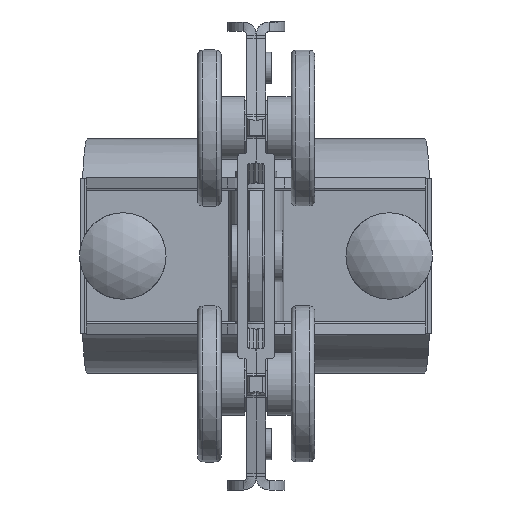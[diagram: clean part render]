
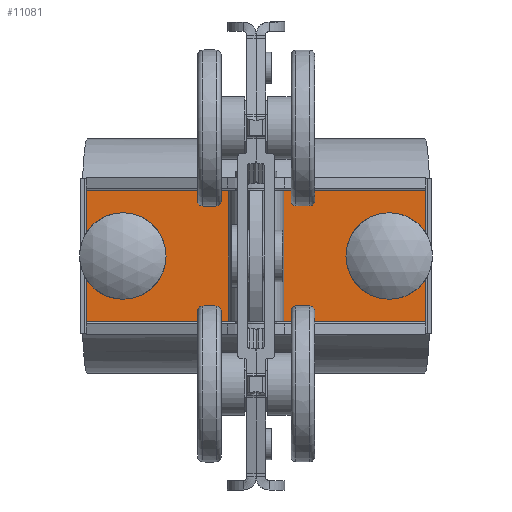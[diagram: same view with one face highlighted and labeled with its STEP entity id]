
A CAD part, left-side view. The second image highlights one B-rep face of the part: STEP entity #11081.
In plain terms, the highlighted planar face has unit normal (-1, 0, 0).
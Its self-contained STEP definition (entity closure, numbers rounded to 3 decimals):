
#1260=LINE('',#22284,#2251);
#1261=LINE('',#22286,#2252);
#1263=LINE('',#22291,#2254);
#1264=LINE('',#22294,#2255);
#1265=LINE('',#22296,#2256);
#1266=LINE('',#22297,#2257);
#2251=VECTOR('',#15090,10.);
#2252=VECTOR('',#15091,10.);
#2254=VECTOR('',#15097,10.);
#2255=VECTOR('',#15102,10.);
#2256=VECTOR('',#15103,10.);
#2257=VECTOR('',#15104,10.);
#2534=FACE_BOUND('',#4210,.T.);
#2879=PLANE('',#12124);
#3498=FACE_OUTER_BOUND('',#4209,.T.);
#4209=EDGE_LOOP('',(#10336,#10337,#10338,#10339,#10340,#10341,#10342,#10343,
#10344,#10345));
#4210=EDGE_LOOP('',(#10346));
#4570=CIRCLE('',#11924,8.275);
#4571=CIRCLE('',#11925,8.275);
#4580=CIRCLE('',#11949,8.275);
#4582=CIRCLE('',#11951,8.275);
#4643=CIRCLE('',#12125,3.1);
#5462=VERTEX_POINT('',#21049);
#5463=VERTEX_POINT('',#21050);
#5464=VERTEX_POINT('',#21052);
#5485=VERTEX_POINT('',#21122);
#5486=VERTEX_POINT('',#21123);
#5487=VERTEX_POINT('',#21125);
#5644=VERTEX_POINT('',#22282);
#5645=VERTEX_POINT('',#22285);
#5646=VERTEX_POINT('',#22290);
#5647=VERTEX_POINT('',#22295);
#5648=VERTEX_POINT('',#22298);
#6937=EDGE_CURVE('',#5464,#5462,#4570,.T.);
#6939=EDGE_CURVE('',#5463,#5464,#4571,.T.);
#6971=EDGE_CURVE('',#5485,#5486,#4580,.T.);
#6973=EDGE_CURVE('',#5486,#5487,#4582,.T.);
#7216=EDGE_CURVE('',#5644,#5487,#1260,.T.);
#7217=EDGE_CURVE('',#5485,#5645,#1261,.T.);
#7220=EDGE_CURVE('',#5645,#5646,#1263,.T.);
#7222=EDGE_CURVE('',#5646,#5462,#1264,.T.);
#7223=EDGE_CURVE('',#5647,#5644,#1265,.T.);
#7224=EDGE_CURVE('',#5463,#5647,#1266,.T.);
#7225=EDGE_CURVE('',#5648,#5648,#4643,.T.);
#10336=ORIENTED_EDGE('',*,*,#6939,.T.);
#10337=ORIENTED_EDGE('',*,*,#6937,.T.);
#10338=ORIENTED_EDGE('',*,*,#7222,.F.);
#10339=ORIENTED_EDGE('',*,*,#7220,.F.);
#10340=ORIENTED_EDGE('',*,*,#7217,.F.);
#10341=ORIENTED_EDGE('',*,*,#6971,.T.);
#10342=ORIENTED_EDGE('',*,*,#6973,.T.);
#10343=ORIENTED_EDGE('',*,*,#7216,.F.);
#10344=ORIENTED_EDGE('',*,*,#7223,.F.);
#10345=ORIENTED_EDGE('',*,*,#7224,.F.);
#10346=ORIENTED_EDGE('',*,*,#7225,.T.);
#11081=ADVANCED_FACE('',(#3498,#2534),#2879,.F.);
#11924=AXIS2_PLACEMENT_3D('',#21053,#14540,#14541);
#11925=AXIS2_PLACEMENT_3D('',#21055,#14543,#14544);
#11949=AXIS2_PLACEMENT_3D('',#21124,#14614,#14615);
#11951=AXIS2_PLACEMENT_3D('',#21127,#14618,#14619);
#12124=AXIS2_PLACEMENT_3D('',#22293,#15100,#15101);
#12125=AXIS2_PLACEMENT_3D('',#22299,#15105,#15106);
#14540=DIRECTION('center_axis',(1.,0.,0.));
#14541=DIRECTION('ref_axis',(0.,-1.,0.));
#14543=DIRECTION('center_axis',(1.,0.,0.));
#14544=DIRECTION('ref_axis',(0.,-1.,0.));
#14614=DIRECTION('center_axis',(1.,0.,0.));
#14615=DIRECTION('ref_axis',(0.,0.,
1.));
#14618=DIRECTION('center_axis',(1.,0.,0.));
#14619=DIRECTION('ref_axis',(0.,0.,
1.));
#15090=DIRECTION('',(0.,0.,1.));
#15091=DIRECTION('',(0.,0.,1.));
#15097=DIRECTION('',(0.,-1.,0.));
#15100=DIRECTION('center_axis',(1.,0.,0.));
#15101=DIRECTION('ref_axis',(0.,0.,
1.));
#15102=DIRECTION('',(0.,0.,-1.));
#15103=DIRECTION('',(0.,1.,0.));
#15104=DIRECTION('',(0.,0.,-1.));
#15105=DIRECTION('center_axis',(1.,0.,0.));
#15106=DIRECTION('ref_axis',(0.,1.,0.));
#21049=CARTESIAN_POINT('',(44.608,-32.481,4.413));
#21050=CARTESIAN_POINT('',(44.608,-32.481,-4.413));
#21052=CARTESIAN_POINT('',(44.608,-17.206,0.));
#21053=CARTESIAN_POINT('Origin',(44.608,-25.481,0.));
#21055=CARTESIAN_POINT('Origin',(44.608,-25.481,0.));
#21122=CARTESIAN_POINT('',(44.608,32.519,4.413));
#21123=CARTESIAN_POINT('',(44.608,25.519,-8.275));
#21124=CARTESIAN_POINT('Origin',(44.608,25.519,0.));
#21125=CARTESIAN_POINT('',(44.608,32.519,-4.413));
#21127=CARTESIAN_POINT('Origin',(44.608,25.519,0.));
#22282=CARTESIAN_POINT('',(44.608,32.519,-12.5));
#22284=CARTESIAN_POINT('',(44.608,32.519,14.));
#22285=CARTESIAN_POINT('',(44.608,32.519,12.5));
#22286=CARTESIAN_POINT('',(44.608,32.519,14.));
#22290=CARTESIAN_POINT('',(44.608,-32.481,12.5));
#22291=CARTESIAN_POINT('',(44.608,32.519,12.5));
#22293=CARTESIAN_POINT('Origin',(44.608,32.519,13.));
#22294=CARTESIAN_POINT('',(44.608,-32.481,14.));
#22295=CARTESIAN_POINT('',(44.608,-32.481,-12.5));
#22296=CARTESIAN_POINT('',(44.608,32.519,-12.5));
#22297=CARTESIAN_POINT('',(44.608,-32.481,14.));
#22298=CARTESIAN_POINT('',(44.608,-3.081,0.));
#22299=CARTESIAN_POINT('Origin',(44.608,0.019,0.));
